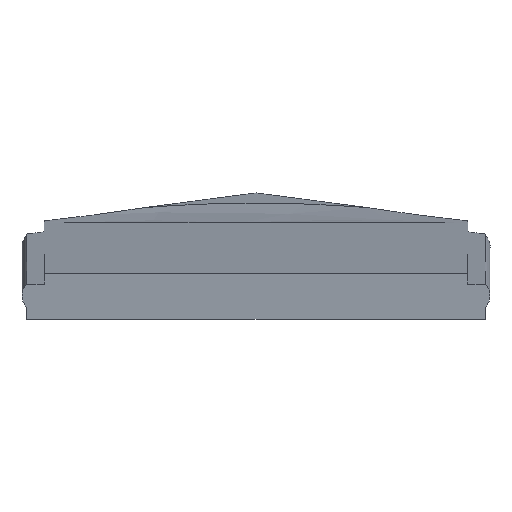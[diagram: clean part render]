
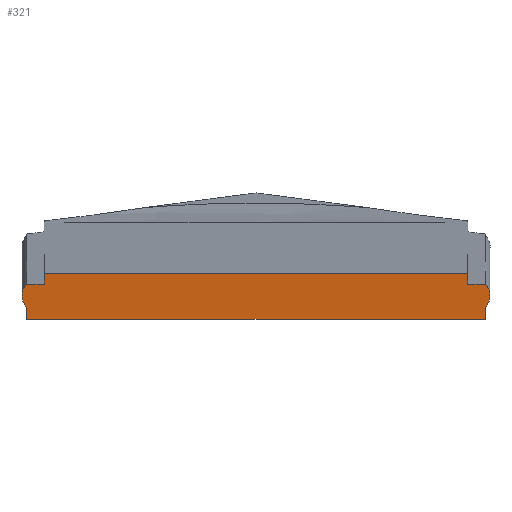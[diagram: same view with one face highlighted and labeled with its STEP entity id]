
A CAD part, front view. The second image highlights one B-rep face of the part: STEP entity #321.
In plain terms, the highlighted planar face has unit normal (0, -0.991, -0.132).
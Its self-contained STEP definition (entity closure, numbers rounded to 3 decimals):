
#15=CIRCLE('',#331,1.812);
#17=CIRCLE('',#336,1.812);
#37=FACE_OUTER_BOUND('',#55,.T.);
#55=EDGE_LOOP('',(#256,#257,#258,#259,#260,#261,#262,#263,#264,#265));
#68=LINE('',#618,#94);
#72=LINE('',#633,#98);
#75=LINE('',#644,#101);
#77=LINE('',#675,#103);
#80=LINE('',#680,#106);
#83=LINE('',#690,#109);
#94=VECTOR('',#368,10.);
#98=VECTOR('',#382,10.);
#101=VECTOR('',#387,10.);
#103=VECTOR('',#391,10.);
#106=VECTOR('',#396,10.);
#109=VECTOR('',#401,10.);
#121=B_SPLINE_CURVE_WITH_KNOTS('',3,(#663,#664,#665,#666),.UNSPECIFIED.,
 .F.,.F.,(4,4),(-4.826,-0.243),.UNSPECIFIED.);
#123=B_SPLINE_CURVE_WITH_KNOTS('',3,(#686,#687,#688,#689),.UNSPECIFIED.,
 .F.,.F.,(4,4),(-5.018,-0.05),.UNSPECIFIED.);
#136=VERTEX_POINT('',#598);
#137=VERTEX_POINT('',#599);
#142=VERTEX_POINT('',#613);
#143=VERTEX_POINT('',#620);
#144=VERTEX_POINT('',#621);
#147=VERTEX_POINT('',#631);
#148=VERTEX_POINT('',#632);
#150=VERTEX_POINT('',#662);
#151=VERTEX_POINT('',#674);
#154=VERTEX_POINT('',#685);
#167=EDGE_CURVE('',#136,#137,#15,.T.);
#175=EDGE_CURVE('',#142,#136,#68,.T.);
#176=EDGE_CURVE('',#143,#144,#17,.T.);
#181=EDGE_CURVE('',#147,#148,#72,.T.);
#185=EDGE_CURVE('',#137,#147,#75,.T.);
#187=EDGE_CURVE('',#148,#150,#121,.T.);
#189=EDGE_CURVE('',#151,#150,#77,.T.);
#192=EDGE_CURVE('',#144,#151,#80,.T.);
#195=EDGE_CURVE('',#154,#142,#123,.T.);
#196=EDGE_CURVE('',#143,#154,#83,.T.);
#256=ORIENTED_EDGE('',*,*,#185,.F.);
#257=ORIENTED_EDGE('',*,*,#167,.F.);
#258=ORIENTED_EDGE('',*,*,#175,.F.);
#259=ORIENTED_EDGE('',*,*,#195,.F.);
#260=ORIENTED_EDGE('',*,*,#196,.F.);
#261=ORIENTED_EDGE('',*,*,#176,.T.);
#262=ORIENTED_EDGE('',*,*,#192,.T.);
#263=ORIENTED_EDGE('',*,*,#189,.T.);
#264=ORIENTED_EDGE('',*,*,#187,.F.);
#265=ORIENTED_EDGE('',*,*,#181,.F.);
#305=PLANE('',#343);
#321=ADVANCED_FACE('',(#37),#305,.F.);
#331=AXIS2_PLACEMENT_3D('',#600,#355,#356);
#336=AXIS2_PLACEMENT_3D('',#622,#371,#372);
#343=AXIS2_PLACEMENT_3D('',#684,#399,#400);
#355=DIRECTION('center_axis',(0.,0.991,0.132));
#356=DIRECTION('ref_axis',(-0.724,0.091,-0.684));
#368=DIRECTION('',(0.,-0.132,0.991));
#371=DIRECTION('center_axis',(0.,-0.991,-0.132));
#372=DIRECTION('ref_axis',(0.724,0.091,-0.684));
#382=DIRECTION('',(0.,-0.132,0.991));
#387=DIRECTION('',(1.,0.,0.));
#391=DIRECTION('',(0.,-0.132,0.991));
#396=DIRECTION('',(-1.,0.,0.));
#399=DIRECTION('center_axis',(0.,0.991,0.132));
#400=DIRECTION('ref_axis',(-1.,0.,0.));
#401=DIRECTION('',(0.,0.132,-0.991));
#598=CARTESIAN_POINT('',(-24.84,-41.14,-40.097));
#599=CARTESIAN_POINT('',(-24.84,-41.468,-37.618));
#600=CARTESIAN_POINT('Origin',(-23.528,-41.304,-38.857));
#613=CARTESIAN_POINT('',(-24.84,-40.969,-41.385));
#618=CARTESIAN_POINT('',(-24.84,-40.969,-41.385));
#620=CARTESIAN_POINT('',(24.84,-41.14,-40.097));
#621=CARTESIAN_POINT('',(24.84,-41.468,-37.618));
#622=CARTESIAN_POINT('Origin',(23.528,-41.304,-38.857));
#631=CARTESIAN_POINT('',(-22.915,-41.468,-37.618));
#632=CARTESIAN_POINT('',(-22.915,-41.626,-36.429));
#633=CARTESIAN_POINT('',(-22.915,-41.219,-39.502));
#644=CARTESIAN_POINT('',(-0.038,-41.468,-37.618));
#662=CARTESIAN_POINT('',(22.915,-41.626,-36.429));
#663=CARTESIAN_POINT('Ctrl Pts',(-22.915,-41.626,-36.429));
#664=CARTESIAN_POINT('Ctrl Pts',(-8.095,-41.626,-36.429));
#665=CARTESIAN_POINT('Ctrl Pts',(8.095,-41.626,-36.429));
#666=CARTESIAN_POINT('Ctrl Pts',(22.915,-41.626,-36.429));
#674=CARTESIAN_POINT('',(22.915,-41.468,-37.618));
#675=CARTESIAN_POINT('',(22.915,-41.219,-39.502));
#680=CARTESIAN_POINT('',(24.878,-41.468,-37.618));
#684=CARTESIAN_POINT('Origin',(24.84,-40.969,-41.385));
#685=CARTESIAN_POINT('',(24.84,-40.969,-41.385));
#686=CARTESIAN_POINT('Ctrl Pts',(24.84,-40.969,-41.385));
#687=CARTESIAN_POINT('Ctrl Pts',(8.281,-40.969,-41.385));
#688=CARTESIAN_POINT('Ctrl Pts',(-8.281,-40.969,-41.385));
#689=CARTESIAN_POINT('Ctrl Pts',(-24.84,-40.969,-41.385));
#690=CARTESIAN_POINT('',(24.84,-40.969,-41.385));
